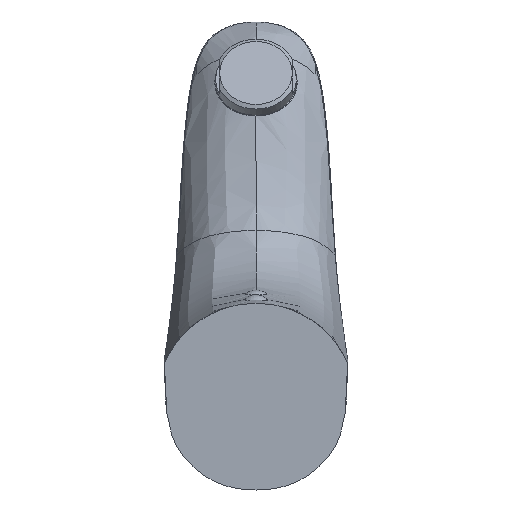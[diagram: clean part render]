
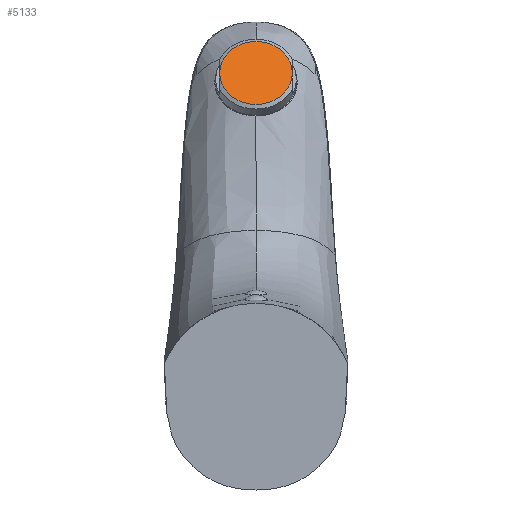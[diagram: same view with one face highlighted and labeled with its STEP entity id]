
A CAD part, front view. The second image highlights one B-rep face of the part: STEP entity #5133.
In plain terms, the highlighted planar face has unit normal (0, -0.866, 0.5).
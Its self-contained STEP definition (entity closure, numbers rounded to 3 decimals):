
#122 = DIRECTION ( 'NONE',  ( 0., 0.5, 0.866 ) ) ;
#1717 = EDGE_CURVE ( 'NONE', #2259, #2259, #3129, .T. ) ;
#2259 = VERTEX_POINT ( 'NONE', #5778 ) ;
#2539 = PLANE ( 'NONE',  #6331 ) ;
#2636 = FACE_OUTER_BOUND ( 'NONE', #6683, .T. ) ;
#3066 = CARTESIAN_POINT ( 'NONE',  ( -10.8, 91.331, 95.674 ) ) ;
#3129 = CIRCLE ( 'NONE', #5372, 10.8 ) ;
#3335 = ORIENTED_EDGE ( 'NONE', *, *, #1717, .F. ) ;
#3760 = DIRECTION ( 'NONE',  ( 0., -0.866, 0.5 ) ) ;
#5133 = ADVANCED_FACE ( 'NONE', ( #2636 ), #2539, .T. ) ;
#5372 = AXIS2_PLACEMENT_3D ( 'NONE', #5451, #5446, #5440 ) ;
#5440 = DIRECTION ( 'NONE',  ( 0., -0.5, -0.866 ) ) ;
#5446 = DIRECTION ( 'NONE',  ( 0., 0.866, -0.5 ) ) ;
#5451 = CARTESIAN_POINT ( 'NONE',  ( 0., 91.331, 95.674 ) ) ;
#5778 = CARTESIAN_POINT ( 'NONE',  ( 0., 85.931, 86.321 ) ) ;
#6331 = AXIS2_PLACEMENT_3D ( 'NONE', #3066, #3760, #122 ) ;
#6683 = EDGE_LOOP ( 'NONE', ( #3335 ) ) ;
